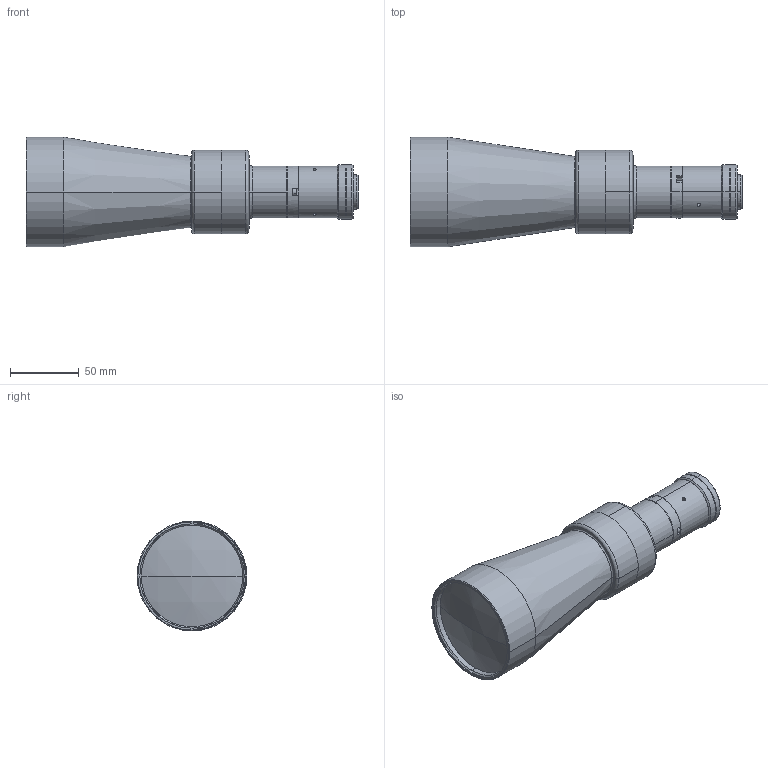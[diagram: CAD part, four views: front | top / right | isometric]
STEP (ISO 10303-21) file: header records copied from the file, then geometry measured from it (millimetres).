
FILE_DESCRIPTION (( 'STEP AP203' ), '1' );
FILE_NAME ('TC1MHR056-C.step', '2018-11-28T08:36:30', ( '' ), ( '' ), 'SwSTEP 2.0', 'SolidWorks 2018', '' );
FILE_SCHEMA (( 'CONFIG_CONTROL_DESIGN' ));
Length unit declared in the file: millimetre
Products named in the file (1): TC1MHR056-C
Bounding box: 242.16 x 80 x 80 mm (x, y, z)
Surface area: 68923.2 mm2 (no closed solid volume)
Topology: 0 solids, 14 shells, 117 faces, 329 edges, 231 vertices
Faces by surface type: cylinder 50, plane 37, torus 14, cone 14, sphere 2
Entity records: 4174 total; most frequent: CARTESIAN_POINT 918, DIRECTION 752, ORIENTED_EDGE 550, EDGE_CURVE 329, AXIS2_PLACEMENT_3D 321, VERTEX_POINT 231, CIRCLE 203, EDGE_LOOP 153
